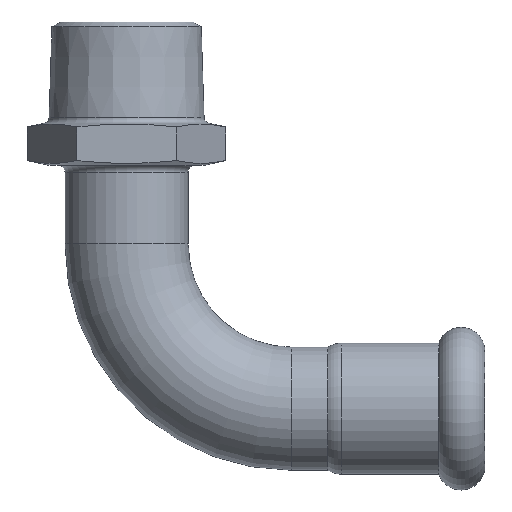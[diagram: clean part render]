
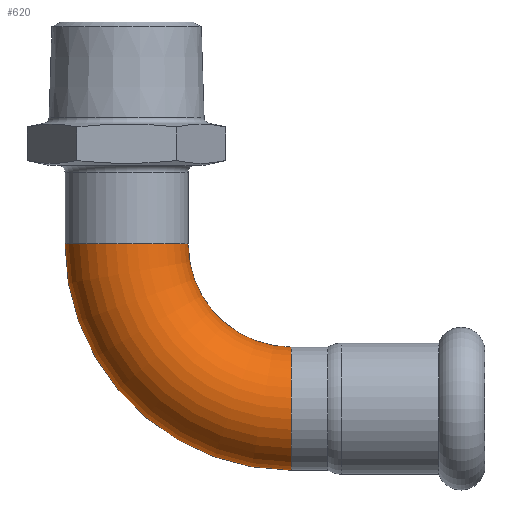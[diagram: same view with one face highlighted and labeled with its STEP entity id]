
A CAD part, front view. The second image highlights one B-rep face of the part: STEP entity #620.
In plain terms, the highlighted toroidal (fillet/blend) face has major radius 23 mm and minor radius 8.6 mm.
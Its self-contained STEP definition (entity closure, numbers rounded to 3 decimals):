
#113=FACE_OUTER_BOUND('',#146,.T.);
#146=EDGE_LOOP('',(#519,#520,#521,#522,#523,#524,#525));
#194=CIRCLE('',#709,8.6);
#195=CIRCLE('',#710,8.6);
#200=CIRCLE('',#717,14.4);
#201=CIRCLE('',#718,8.6);
#202=CIRCLE('',#719,8.6);
#203=CIRCLE('',#720,8.6);
#269=VERTEX_POINT('',#1123);
#270=VERTEX_POINT('',#1125);
#274=VERTEX_POINT('',#1137);
#275=VERTEX_POINT('',#1139);
#276=VERTEX_POINT('',#1141);
#358=EDGE_CURVE('',#269,#270,#194,.T.);
#359=EDGE_CURVE('',#270,#269,#195,.T.);
#364=EDGE_CURVE('',#269,#274,#200,.T.);
#365=EDGE_CURVE('',#275,#274,#201,.T.);
#366=EDGE_CURVE('',#276,#275,#202,.T.);
#367=EDGE_CURVE('',#274,#276,#203,.T.);
#519=ORIENTED_EDGE('',*,*,#359,.F.);
#520=ORIENTED_EDGE('',*,*,#358,.F.);
#521=ORIENTED_EDGE('',*,*,#364,.T.);
#522=ORIENTED_EDGE('',*,*,#365,.F.);
#523=ORIENTED_EDGE('',*,*,#366,.F.);
#524=ORIENTED_EDGE('',*,*,#367,.F.);
#525=ORIENTED_EDGE('',*,*,#364,.F.);
#594=TOROIDAL_SURFACE('',#716,23.,8.6);
#620=ADVANCED_FACE('',(#113),#594,.T.);
#709=AXIS2_PLACEMENT_3D('',#1126,#884,#885);
#710=AXIS2_PLACEMENT_3D('',#1127,#886,#887);
#716=AXIS2_PLACEMENT_3D('',#1136,#898,#899);
#717=AXIS2_PLACEMENT_3D('',#1138,#900,#901);
#718=AXIS2_PLACEMENT_3D('',#1140,#902,#903);
#719=AXIS2_PLACEMENT_3D('',#1142,#904,#905);
#720=AXIS2_PLACEMENT_3D('',#1143,#906,#907);
#884=DIRECTION('center_axis',(0.,0.,
1.));
#885=DIRECTION('ref_axis',(0.,-1.,0.));
#886=DIRECTION('center_axis',(0.,0.,
1.));
#887=DIRECTION('ref_axis',(0.,-1.,0.));
#898=DIRECTION('center_axis',(0.,1.,0.));
#899=DIRECTION('ref_axis',(0.,0.,1.));
#900=DIRECTION('center_axis',(0.,-1.,0.));
#901=DIRECTION('ref_axis',(0.,0.,1.));
#902=DIRECTION('center_axis',(1.,0.,0.));
#903=DIRECTION('ref_axis',(0.,1.,0.));
#904=DIRECTION('center_axis',(1.,0.,0.));
#905=DIRECTION('ref_axis',(0.,1.,0.));
#906=DIRECTION('center_axis',(1.,0.,0.));
#907=DIRECTION('ref_axis',(0.,1.,0.));
#1123=CARTESIAN_POINT('',(-41.4,0.,23.));
#1125=CARTESIAN_POINT('',(-50.,-8.6,23.));
#1126=CARTESIAN_POINT('Origin',(-50.,0.,23.));
#1127=CARTESIAN_POINT('Origin',(-50.,0.,23.));
#1136=CARTESIAN_POINT('Origin',(-27.,0.,23.));
#1137=CARTESIAN_POINT('',(-27.,0.,8.6));
#1138=CARTESIAN_POINT('Origin',(-27.,0.,23.));
#1139=CARTESIAN_POINT('',(-27.,8.6,0.));
#1140=CARTESIAN_POINT('Origin',(-27.,0.,0.));
#1141=CARTESIAN_POINT('',(-27.,-8.6,0.));
#1142=CARTESIAN_POINT('Origin',(-27.,0.,0.));
#1143=CARTESIAN_POINT('Origin',(-27.,0.,0.));
